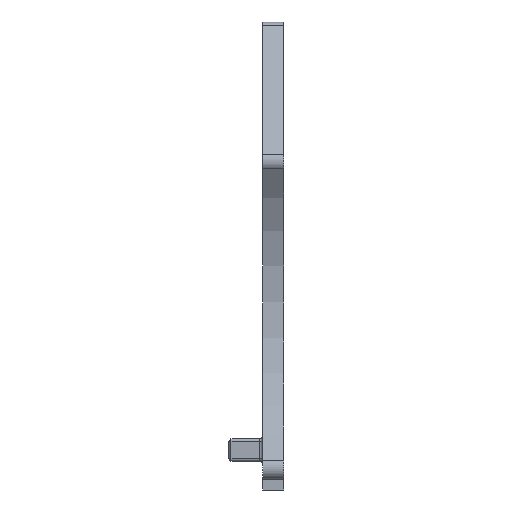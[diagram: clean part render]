
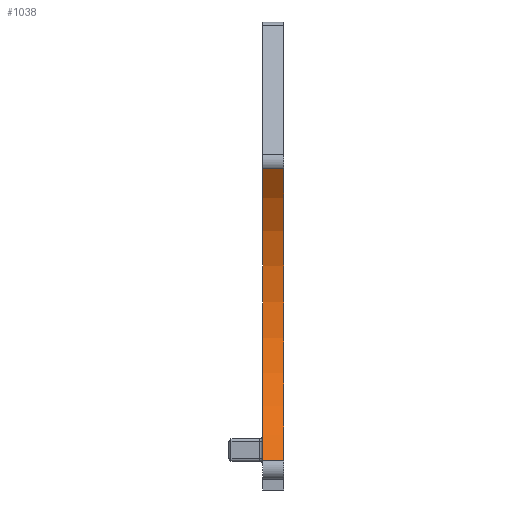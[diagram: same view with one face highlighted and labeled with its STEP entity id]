
A CAD part, front view. The second image highlights one B-rep face of the part: STEP entity #1038.
In plain terms, the highlighted cylindrical face has radius 15.05 mm (diameter 30.1 mm), a partial arc.
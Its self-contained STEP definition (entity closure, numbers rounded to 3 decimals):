
#660=AXIS2_PLACEMENT_3D('Circle Axis2P3D',#658,#659,$) ;
#1018=AXIS2_PLACEMENT_3D('Cylinder Axis2P3D',#1015,#1016,#1017) ;
#1022=AXIS2_PLACEMENT_3D('Circle Axis2P3D',#1020,#1021,$) ;
#655=CARTESIAN_POINT('Vertex',(2.465,0.261,2.069)) ;
#658=CARTESIAN_POINT('Axis2P3D Location',(2.465,-9.549,13.482)) ;
#662=CARTESIAN_POINT('Vertex',(2.465,2.166,22.929)) ;
#1000=CARTESIAN_POINT('Vertex',(3.965,0.261,2.069)) ;
#1003=CARTESIAN_POINT('Line Origine',(3.215,0.261,2.069)) ;
#1015=CARTESIAN_POINT('Axis2P3D Location',(3.215,-9.549,13.482)) ;
#1020=CARTESIAN_POINT('Axis2P3D Location',(3.965,-9.549,13.482)) ;
#1024=CARTESIAN_POINT('Vertex',(3.965,2.166,22.929)) ;
#1027=CARTESIAN_POINT('Line Origine',(3.215,2.166,22.929)) ;
#659=DIRECTION('Axis2P3D Direction',(-1.,0.,0.)) ;
#1004=DIRECTION('Vector Direction',(-1.,0.,0.)) ;
#1016=DIRECTION('Axis2P3D Direction',(-1.,0.,0.)) ;
#1017=DIRECTION('Axis2P3D XDirection',(0.,0.778,0.628)) ;
#1021=DIRECTION('Axis2P3D Direction',(-1.,0.,0.)) ;
#1028=DIRECTION('Vector Direction',(-1.,0.,0.)) ;
#1005=VECTOR('Line Direction',#1004,1.) ;
#1029=VECTOR('Line Direction',#1028,1.) ;
#1033=ORIENTED_EDGE('',*,*,#664,.F.) ;
#1034=ORIENTED_EDGE('',*,*,#1007,.T.) ;
#1035=ORIENTED_EDGE('',*,*,#1026,.F.) ;
#1036=ORIENTED_EDGE('',*,*,#1031,.F.) ;
#1038=ADVANCED_FACE('WAP2-5-10 OR',(#1037),#1019,.F.) ;
#661=CIRCLE('generated circle',#660,15.05) ;
#1023=CIRCLE('generated circle',#1022,15.05) ;
#1019=CYLINDRICAL_SURFACE('generated cylinder',#1018,15.05) ;
#664=EDGE_CURVE('',#656,#663,#661,.F.) ;
#1007=EDGE_CURVE('',#656,#1001,#1006,.F.) ;
#1026=EDGE_CURVE('',#1025,#1001,#1023,.T.) ;
#1031=EDGE_CURVE('',#663,#1025,#1030,.F.) ;
#1032=EDGE_LOOP('',(#1033,#1034,#1035,#1036)) ;
#1037=FACE_OUTER_BOUND('',#1032,.T.) ;
#1006=LINE('Line',#1003,#1005) ;
#1030=LINE('Line',#1027,#1029) ;
#656=VERTEX_POINT('',#655) ;
#663=VERTEX_POINT('',#662) ;
#1001=VERTEX_POINT('',#1000) ;
#1025=VERTEX_POINT('',#1024) ;
